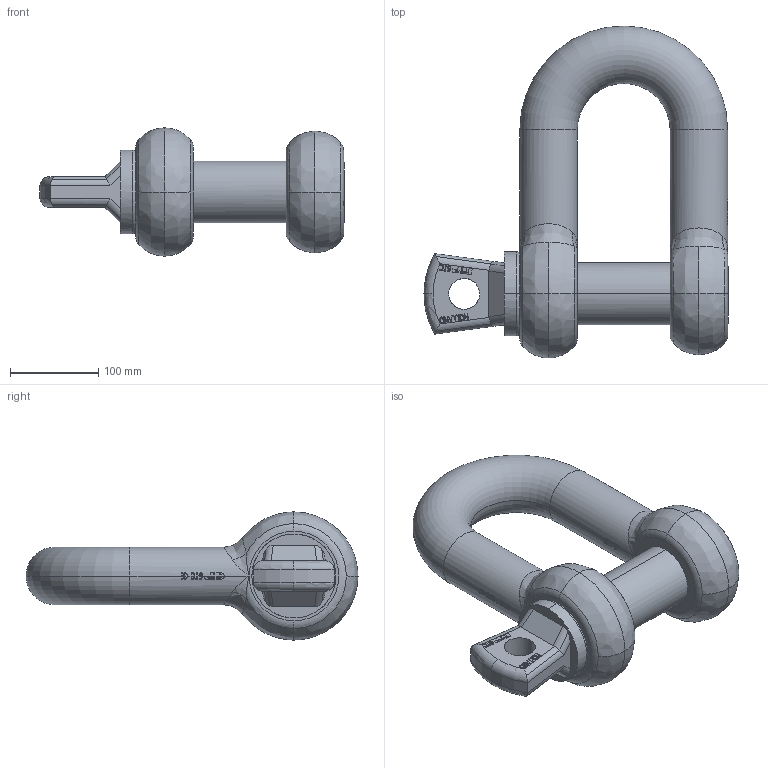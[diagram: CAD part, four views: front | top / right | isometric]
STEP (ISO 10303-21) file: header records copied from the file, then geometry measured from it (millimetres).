
FILE_DESCRIPTION(('STEP AP214'),'1');
FILE_NAME('gpgdbb65.stp','2017-04-07T04:16:07',('TraceParts'),('TraceParts S.A.'),'Spatial InterOp 3D',' ',' ');
FILE_SCHEMA(('automotive_design'));
Length unit declared in the file: millimetre
Products named in the file (2): gpgdbb65_1; gpgdbb65_2
Bounding box: 344 x 375.5 x 145 mm (x, y, z)
Volume: 4175696.2 mm3; surface area: 312005.3 mm2
Topology: 2 solids, 2 shells, 753 faces, 2368 edges, 1635 vertices
Faces by surface type: bspline 305, plane 280, cylinder 144, torus 22, cone 2
Entity records: 38102 total; most frequent: CARTESIAN_POINT 14737, ORIENTED_EDGE 4720, EDGE_CURVE 2360, DIRECTION 1877, VERTEX_POINT 1635, B_SPLINE_CURVE_WITH_KNOTS 1482, EDGE_LOOP 783, STYLED_ITEM 755
